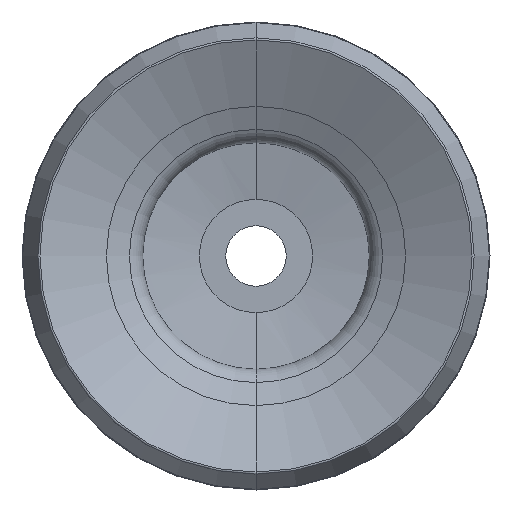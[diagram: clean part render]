
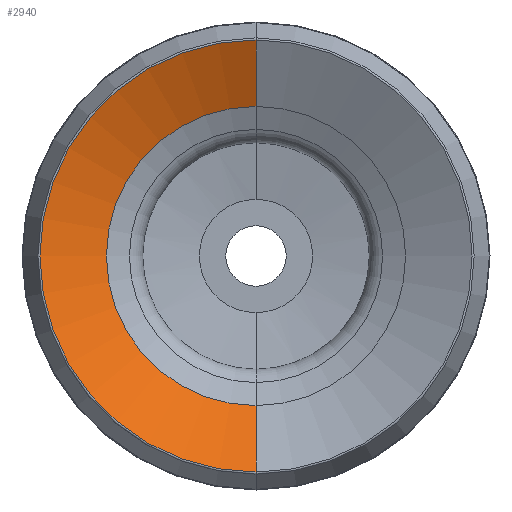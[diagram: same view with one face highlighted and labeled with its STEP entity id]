
A CAD part, front view. The second image highlights one B-rep face of the part: STEP entity #2940.
In plain terms, the highlighted conical face has half-angle 63.962 degrees and reference radius 28.805 mm.
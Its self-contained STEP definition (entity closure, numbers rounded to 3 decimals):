
#2940=ADVANCED_FACE('NONE',(#3844),#3845,.F.);
#3844=FACE_OUTER_BOUND('',#4247,.T.);
#3845=CONICAL_SURFACE('',#4248,28.805,1.116);
#4247=EDGE_LOOP('',(#4831,#4832,#4833,#4834));
#4248=AXIS2_PLACEMENT_3D('',#4835,#4836,#4837);
#4831=ORIENTED_EDGE('',*,*,#7081,.T.);
#4832=ORIENTED_EDGE('',*,*,#7082,.T.);
#4833=ORIENTED_EDGE('',*,*,#7083,.T.);
#4834=ORIENTED_EDGE('',*,*,#7084,.F.);
#4835=CARTESIAN_POINT('',(0.0,-59.943,0.0));
#4836=DIRECTION('',(-0.0,-1.0,-0.0));
#4837=DIRECTION('',(0.0,0.0,-1.0));
#7081=EDGE_CURVE('NONE',#7523,#7524,#7525,.T.);
#7082=EDGE_CURVE('NONE',#7524,#7516,#7526,.T.);
#7083=EDGE_CURVE('NONE',#7516,#7518,#7527,.T.);
#7084=EDGE_CURVE('NONE',#7523,#7518,#7528,.T.);
#7516=VERTEX_POINT('NONE',#7554);
#7518=VERTEX_POINT('NONE',#7556);
#7523=VERTEX_POINT('NONE',#7563);
#7524=VERTEX_POINT('NONE',#7564);
#7525=CIRCLE('',#7565,19.82);
#7526=LINE('',#7566,#7567);
#7527=CIRCLE('',#7568,28.625);
#7528=LINE('',#7569,#7570);
#7554=CARTESIAN_POINT('',(0.,-59.855,28.625));
#7556=CARTESIAN_POINT('',(0.0,-59.855,-28.625));
#7563=CARTESIAN_POINT('',(0.,-55.553,-19.82));
#7564=CARTESIAN_POINT('',(0.0,-55.553,19.82));
#7565=AXIS2_PLACEMENT_3D('',#7623,#7624,#7625);
#7566=CARTESIAN_POINT('',(0.,-59.943,28.805));
#7567=VECTOR('',#7626,1000.0);
#7568=AXIS2_PLACEMENT_3D('',#7627,#7628,#7629);
#7569=CARTESIAN_POINT('',(0.0,-59.943,-28.805));
#7570=VECTOR('',#7630,1000.0);
#7623=CARTESIAN_POINT('',(0.0,-55.553,0.0));
#7624=DIRECTION('',(-0.0,1.0,0.0));
#7625=DIRECTION('',(0.0,0.0,1.0));
#7626=DIRECTION('',(0.,-0.439,0.899));
#7627=CARTESIAN_POINT('',(0.0,-59.855,0.0));
#7628=DIRECTION('',(0.0,-1.0,0.0));
#7629=DIRECTION('',(0.0,0.0,1.0));
#7630=DIRECTION('',(0.0,-0.439,-0.899));
